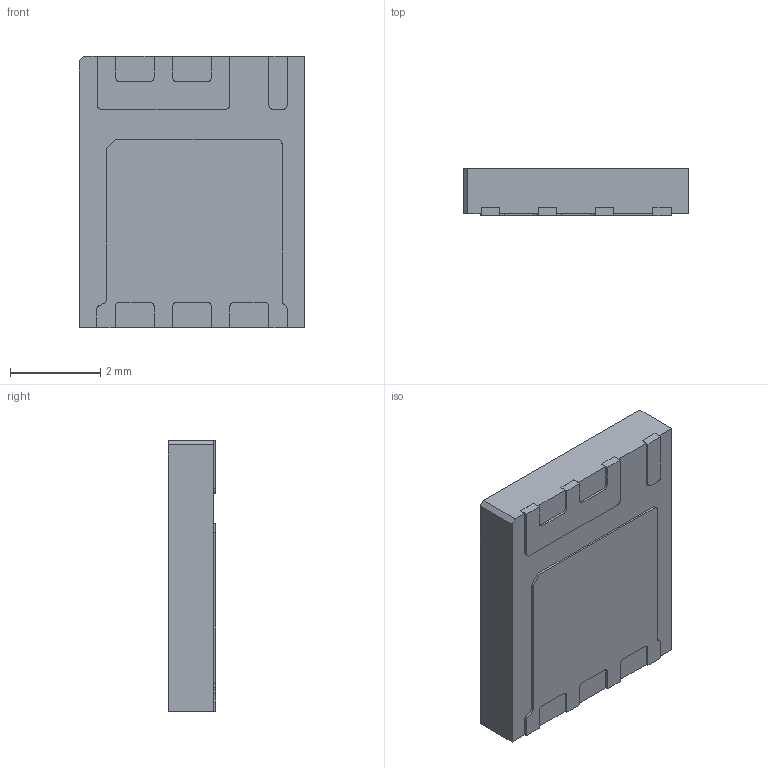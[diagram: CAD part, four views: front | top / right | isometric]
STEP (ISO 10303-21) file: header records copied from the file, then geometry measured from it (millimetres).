
FILE_DESCRIPTION (( 'STEP AP214' ), '1' );
FILE_NAME ('User Library-PQFN 5x6-1.STEP', '2015-12-02T12:14:33', ( 'Windows User' ), ( '' ), 'SwSTEP 2.0', 'SolidWorks 2016', '' );
FILE_SCHEMA (( 'AUTOMOTIVE_DESIGN' ));
Length unit declared in the file: millimetre
Products named in the file (1): User Library-PQFN 5x6-1
Bounding box: 5 x 1.05 x 6 mm (x, y, z)
Volume: 30.9 mm3; surface area: 83.6 mm2
Topology: 1 solids, 1 shells, 311 faces, 852 edges, 568 vertices
Faces by surface type: plane 272, cylinder 25, bspline 14
Entity records: 11276 total; most frequent: CARTESIAN_POINT 2562, ORIENTED_EDGE 1704, DIRECTION 1470, EDGE_CURVE 852, VECTOR 774, LINE 774, VERTEX_POINT 568, AXIS2_PLACEMENT_3D 348
